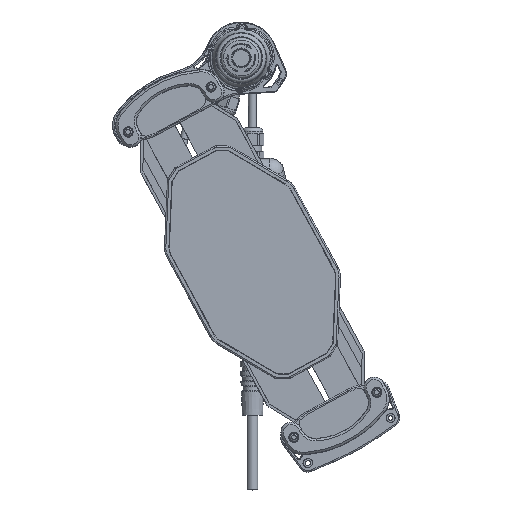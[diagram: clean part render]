
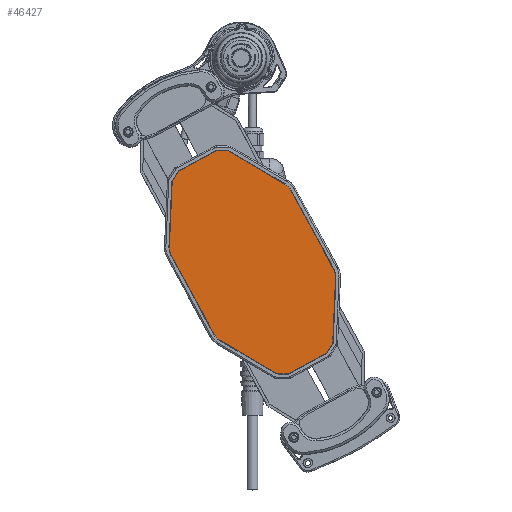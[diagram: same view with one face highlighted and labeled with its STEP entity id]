
A CAD part, top view. The second image highlights one B-rep face of the part: STEP entity #46427.
In plain terms, the highlighted planar face has unit normal (0, 0, 1).
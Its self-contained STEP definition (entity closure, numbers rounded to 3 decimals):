
#425 = AXIS2_PLACEMENT_3D ( 'NONE', #104009, #21354, #58121 ) ;
#460 = EDGE_CURVE ( 'NONE', #67295, #102083, #116924, .T. ) ;
#1407 = LINE ( 'NONE', #38156, #66906 ) ;
#3092 = CARTESIAN_POINT ( 'NONE',  ( 17.303, -80.225, 89.6 ) ) ;
#3599 = VERTEX_POINT ( 'NONE', #88907 ) ;
#3650 = AXIS2_PLACEMENT_3D ( 'NONE', #70602, #107391, #24747 ) ;
#4406 = EDGE_CURVE ( 'NONE', #20023, #10987, #16010, .T. ) ;
#5381 = ORIENTED_EDGE ( 'NONE', *, *, #82577, .T. ) ;
#5712 = CARTESIAN_POINT ( 'NONE',  ( 25.9, -80.38, 89.6 ) ) ;
#7128 = ORIENTED_EDGE ( 'NONE', *, *, #95087, .T. ) ;
#9642 = ORIENTED_EDGE ( 'NONE', *, *, #84497, .T. ) ;
#10987 = VERTEX_POINT ( 'NONE', #107849 ) ;
#11049 = CARTESIAN_POINT ( 'NONE',  ( 58.495, -5.055, 89.6 ) ) ;
#11921 = VERTEX_POINT ( 'NONE', #67202 ) ;
#12008 = ORIENTED_EDGE ( 'NONE', *, *, #78074, .T. ) ;
#12033 = CARTESIAN_POINT ( 'NONE',  ( 48.388, -10.541, 89.6 ) ) ;
#12475 = LINE ( 'NONE', #77020, #35954 ) ;
#12538 = VECTOR ( 'NONE', #15742, 1000. ) ;
#14484 = EDGE_CURVE ( 'NONE', #80676, #73874, #101946, .T. ) ;
#15742 = DIRECTION ( 'NONE',  ( 0.043, 0.999, 0. ) ) ;
#15889 = CARTESIAN_POINT ( 'NONE',  ( 57.838, -58.226, 89.6 ) ) ;
#16010 = LINE ( 'NONE', #15889, #12538 ) ;
#16886 = DIRECTION ( 'NONE',  ( 0.879, 0.477, 0. ) ) ;
#19984 = CARTESIAN_POINT ( 'NONE',  ( -57.838, 58.226, 89.6 ) ) ;
#20023 = VERTEX_POINT ( 'NONE', #66132 ) ;
#20892 = VERTEX_POINT ( 'NONE', #99391 ) ;
#21354 = DIRECTION ( 'NONE',  ( 0., 0., 1. ) ) ;
#21357 = VECTOR ( 'NONE', #117802, 1000. ) ;
#22116 = VECTOR ( 'NONE', #31618, 1000. ) ;
#22135 = CARTESIAN_POINT ( 'NONE',  ( 17.53, 46.316, 89.6 ) ) ;
#24154 = DIRECTION ( 'NONE',  ( 0.861, -0.508, 0. ) ) ;
#24747 = DIRECTION ( 'NONE',  ( 0., -1., 0. ) ) ;
#25016 = VERTEX_POINT ( 'NONE', #49411 ) ;
#27000 = CARTESIAN_POINT ( 'NONE',  ( -25.9, 80.38, 89.6 ) ) ;
#27408 = CARTESIAN_POINT ( 'NONE',  ( 27.637, 51.801, 89.6 ) ) ;
#27815 = CARTESIAN_POINT ( 'NONE',  ( -59.877, 11.037, 89.6 ) ) ;
#30081 = DIRECTION ( 'NONE',  ( -1., 0.018, 0. ) ) ;
#31618 = DIRECTION ( 'NONE',  ( -0.53, -0.848, 0. ) ) ;
#33772 = PLANE ( 'NONE',  #3650 ) ;
#34121 = CARTESIAN_POINT ( 'NONE',  ( -25.9, 80.38, 89.6 ) ) ;
#34401 = ORIENTED_EDGE ( 'NONE', *, *, #59928, .T. ) ;
#35678 = DIRECTION ( 'NONE',  ( -0.043, -0.999, 0. ) ) ;
#35954 = VECTOR ( 'NONE', #113812, 1000. ) ;
#38156 = CARTESIAN_POINT ( 'NONE',  ( 17.303, -80.225, 89.6 ) ) ;
#39474 = ORIENTED_EDGE ( 'NONE', *, *, #89677, .T. ) ;
#41004 = ORIENTED_EDGE ( 'NONE', *, *, #105481, .T. ) ;
#43711 = EDGE_CURVE ( 'NONE', #46298, #84576, #1407, .T. ) ;
#44197 = LINE ( 'NONE', #81010, #21357 ) ;
#44686 = ORIENTED_EDGE ( 'NONE', *, *, #43711, .T. ) ;
#45690 = LINE ( 'NONE', #82515, #110624 ) ;
#45966 = CARTESIAN_POINT ( 'NONE',  ( -27.637, -51.801, 89.6 ) ) ;
#46002 = VECTOR ( 'NONE', #35678, 1000. ) ;
#46298 = VERTEX_POINT ( 'NONE', #3092 ) ;
#46419 = DIRECTION ( 'NONE',  ( 0., 1., 0. ) ) ;
#46427 = ADVANCED_FACE ( 'NONE', ( #116442 ), #33772, .T. ) ;
#47656 = VECTOR ( 'NONE', #16886, 1000. ) ;
#48791 = DIRECTION ( 'NONE',  ( 0., 0., 1. ) ) ;
#49168 = VERTEX_POINT ( 'NONE', #45966 ) ;
#49411 = CARTESIAN_POINT ( 'NONE',  ( 53.283, -65.518, 89.6 ) ) ;
#49439 = AXIS2_PLACEMENT_3D ( 'NONE', #92918, #95111, #46419 ) ;
#52399 = CIRCLE ( 'NONE', #425, 11.5 ) ;
#53017 = EDGE_CURVE ( 'NONE', #96783, #3599, #45690, .T. ) ;
#54493 = EDGE_CURVE ( 'NONE', #10987, #80676, #112421, .T. ) ;
#58121 = DIRECTION ( 'NONE',  ( 0., 1., 0. ) ) ;
#58922 = DIRECTION ( 'NONE',  ( 0., 0., 1. ) ) ;
#59270 = CARTESIAN_POINT ( 'NONE',  ( 23.375, 56.22, 89.6 ) ) ;
#59928 = EDGE_CURVE ( 'NONE', #25016, #20023, #12475, .T. ) ;
#59935 = CIRCLE ( 'NONE', #75362, 11.5 ) ;
#60415 = AXIS2_PLACEMENT_3D ( 'NONE', #12033, #48791, #85633 ) ;
#62733 = LINE ( 'NONE', #99570, #47656 ) ;
#63787 = DIRECTION ( 'NONE',  ( -0.879, -0.477, 0. ) ) ;
#64784 = VECTOR ( 'NONE', #24154, 1000. ) ;
#66132 = CARTESIAN_POINT ( 'NONE',  ( 57.838, -58.226, 89.6 ) ) ;
#66906 = VECTOR ( 'NONE', #74989, 1000. ) ;
#67202 = CARTESIAN_POINT ( 'NONE',  ( -23.375, -56.22, 89.6 ) ) ;
#67295 = VERTEX_POINT ( 'NONE', #27815 ) ;
#67753 = ORIENTED_EDGE ( 'NONE', *, *, #74424, .T. ) ;
#68429 = VERTEX_POINT ( 'NONE', #19984 ) ;
#69352 = CARTESIAN_POINT ( 'NONE',  ( -58.495, 5.055, 89.6 ) ) ;
#69986 = LINE ( 'NONE', #106786, #64784 ) ;
#70248 = VECTOR ( 'NONE', #30081, 1000. ) ;
#70602 = CARTESIAN_POINT ( 'NONE',  ( 17.53, 46.316, 89.6 ) ) ;
#73874 = VERTEX_POINT ( 'NONE', #27408 ) ;
#74424 = EDGE_CURVE ( 'NONE', #3599, #93024, #75960, .T. ) ;
#74989 = DIRECTION ( 'NONE',  ( 1., -0.018, 0. ) ) ;
#75362 = AXIS2_PLACEMENT_3D ( 'NONE', #22135, #58922, #95754 ) ;
#75960 = LINE ( 'NONE', #112750, #70248 ) ;
#76245 = ORIENTED_EDGE ( 'NONE', *, *, #54493, .T. ) ;
#77020 = CARTESIAN_POINT ( 'NONE',  ( 53.283, -65.518, 89.6 ) ) ;
#77489 = LINE ( 'NONE', #114286, #22116 ) ;
#77518 = VECTOR ( 'NONE', #101906, 1000. ) ;
#78074 = EDGE_CURVE ( 'NONE', #11921, #46298, #69986, .T. ) ;
#80676 = VERTEX_POINT ( 'NONE', #11049 ) ;
#81010 = CARTESIAN_POINT ( 'NONE',  ( -58.495, 5.055, 89.6 ) ) ;
#81563 = LINE ( 'NONE', #118359, #46002 ) ;
#82515 = CARTESIAN_POINT ( 'NONE',  ( 23.375, 56.22, 89.6 ) ) ;
#82577 = EDGE_CURVE ( 'NONE', #68429, #67295, #81563, .T. ) ;
#82919 = ORIENTED_EDGE ( 'NONE', *, *, #53017, .T. ) ;
#84497 = EDGE_CURVE ( 'NONE', #20892, #68429, #77489, .T. ) ;
#84576 = VERTEX_POINT ( 'NONE', #5712 ) ;
#85633 = DIRECTION ( 'NONE',  ( 0., 1., 0. ) ) ;
#86426 = EDGE_LOOP ( 'NONE', ( #34401, #96113, #76245, #117922, #7128, #82919, #67753, #116633, #9642, #5381, #112256, #41004, #95882, #12008, #44686, #39474 ) ) ;
#88907 = CARTESIAN_POINT ( 'NONE',  ( -17.303, 80.225, 89.6 ) ) ;
#89677 = EDGE_CURVE ( 'NONE', #84576, #25016, #62733, .T. ) ;
#91737 = VECTOR ( 'NONE', #63787, 1000. ) ;
#92918 = CARTESIAN_POINT ( 'NONE',  ( -48.388, 10.541, 89.6 ) ) ;
#93024 = VERTEX_POINT ( 'NONE', #34121 ) ;
#95087 = EDGE_CURVE ( 'NONE', #73874, #96783, #59935, .T. ) ;
#95111 = DIRECTION ( 'NONE',  ( 0., 0., 1. ) ) ;
#95754 = DIRECTION ( 'NONE',  ( 0., 1., 0. ) ) ;
#95882 = ORIENTED_EDGE ( 'NONE', *, *, #108088, .T. ) ;
#96113 = ORIENTED_EDGE ( 'NONE', *, *, #4406, .T. ) ;
#96783 = VERTEX_POINT ( 'NONE', #59270 ) ;
#99391 = CARTESIAN_POINT ( 'NONE',  ( -53.283, 65.518, 89.6 ) ) ;
#99570 = CARTESIAN_POINT ( 'NONE',  ( 25.9, -80.38, 89.6 ) ) ;
#101906 = DIRECTION ( 'NONE',  ( -0.477, 0.879, 0. ) ) ;
#101924 = CARTESIAN_POINT ( 'NONE',  ( 58.495, -5.055, 89.6 ) ) ;
#101946 = LINE ( 'NONE', #101924, #77518 ) ;
#102083 = VERTEX_POINT ( 'NONE', #69352 ) ;
#104009 = CARTESIAN_POINT ( 'NONE',  ( -17.53, -46.316, 89.6 ) ) ;
#105481 = EDGE_CURVE ( 'NONE', #102083, #49168, #44197, .T. ) ;
#106786 = CARTESIAN_POINT ( 'NONE',  ( -23.375, -56.22, 89.6 ) ) ;
#107391 = DIRECTION ( 'NONE',  ( 0., 0., 1. ) ) ;
#107849 = CARTESIAN_POINT ( 'NONE',  ( 59.877, -11.037, 89.6 ) ) ;
#108088 = EDGE_CURVE ( 'NONE', #49168, #11921, #52399, .T. ) ;
#109662 = LINE ( 'NONE', #27000, #91737 ) ;
#110624 = VECTOR ( 'NONE', #119302, 1000. ) ;
#112256 = ORIENTED_EDGE ( 'NONE', *, *, #460, .T. ) ;
#112421 = CIRCLE ( 'NONE', #60415, 11.5 ) ;
#112750 = CARTESIAN_POINT ( 'NONE',  ( -17.303, 80.225, 89.6 ) ) ;
#113812 = DIRECTION ( 'NONE',  ( 0.53, 0.848, 0. ) ) ;
#114286 = CARTESIAN_POINT ( 'NONE',  ( -53.283, 65.518, 89.6 ) ) ;
#115320 = EDGE_CURVE ( 'NONE', #93024, #20892, #109662, .T. ) ;
#116442 = FACE_OUTER_BOUND ( 'NONE', #86426, .T. ) ;
#116633 = ORIENTED_EDGE ( 'NONE', *, *, #115320, .T. ) ;
#116924 = CIRCLE ( 'NONE', #49439, 11.5 ) ;
#117802 = DIRECTION ( 'NONE',  ( 0.477, -0.879, 0. ) ) ;
#117922 = ORIENTED_EDGE ( 'NONE', *, *, #14484, .T. ) ;
#118359 = CARTESIAN_POINT ( 'NONE',  ( -57.838, 58.226, 89.6 ) ) ;
#119302 = DIRECTION ( 'NONE',  ( -0.861, 0.508, 0. ) ) ;
